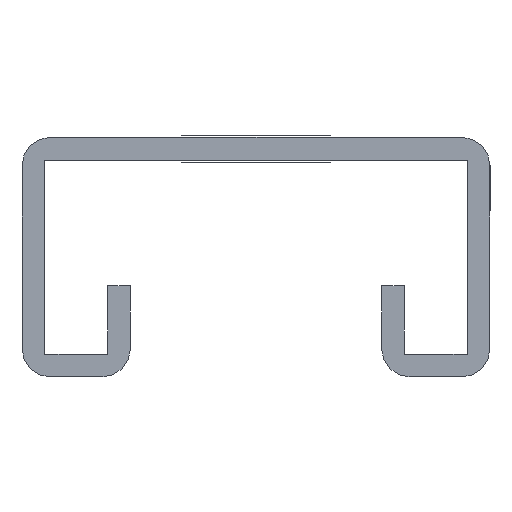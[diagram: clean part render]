
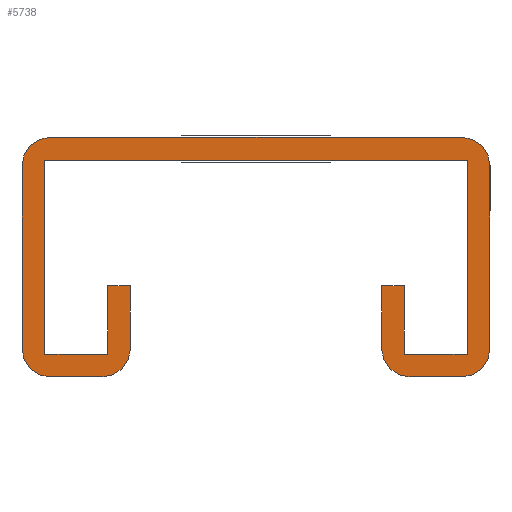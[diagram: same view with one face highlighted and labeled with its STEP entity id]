
A CAD part, left-side view. The second image highlights one B-rep face of the part: STEP entity #5738.
In plain terms, the highlighted planar face has unit normal (-1, 0, 0).
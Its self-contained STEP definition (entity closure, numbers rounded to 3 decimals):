
#388=CIRCLE('',#5891,2.5);
#389=CIRCLE('',#5892,2.5);
#390=CIRCLE('',#5893,2.5);
#391=CIRCLE('',#5894,2.5);
#392=CIRCLE('',#5895,2.5);
#393=CIRCLE('',#5896,2.5);
#642=FACE_OUTER_BOUND('',#786,.T.);
#786=EDGE_LOOP('',(#4550,#4551,#4552,#4553,#4554,#4555,#4556,#4557,#4558,
#4559,#4560,#4561,#4562,#4563,#4564,#4565,#4566,#4567,#4568,#4569,#4570,
#4571));
#925=LINE('',#7849,#1699);
#928=LINE('',#7855,#1702);
#929=LINE('',#7858,#1703);
#935=LINE('',#7870,#1709);
#938=LINE('',#7876,#1712);
#939=LINE('',#7878,#1713);
#942=LINE('',#7884,#1716);
#953=LINE('',#7918,#1727);
#954=LINE('',#7920,#1728);
#955=LINE('',#7924,#1729);
#956=LINE('',#7928,#1730);
#957=LINE('',#7932,#1731);
#958=LINE('',#7936,#1732);
#959=LINE('',#7940,#1733);
#960=LINE('',#7944,#1734);
#961=LINE('',#7945,#1735);
#1699=VECTOR('',#6279,1.);
#1702=VECTOR('',#6284,1.);
#1703=VECTOR('',#6287,1.);
#1709=VECTOR('',#6295,1.);
#1712=VECTOR('',#6300,1.);
#1713=VECTOR('',#6303,1.);
#1716=VECTOR('',#6308,1.);
#1727=VECTOR('',#6335,1.);
#1728=VECTOR('',#6336,1.);
#1729=VECTOR('',#6339,1.);
#1730=VECTOR('',#6342,1.);
#1731=VECTOR('',#6345,1.);
#1732=VECTOR('',#6348,1.);
#1733=VECTOR('',#6351,1.);
#1734=VECTOR('',#6354,1.);
#1735=VECTOR('',#6355,1.);
#2471=VERTEX_POINT('',#7843);
#2473=VERTEX_POINT('',#7847);
#2475=VERTEX_POINT('',#7853);
#2476=VERTEX_POINT('',#7857);
#2478=VERTEX_POINT('',#7863);
#2481=VERTEX_POINT('',#7868);
#2483=VERTEX_POINT('',#7874);
#2485=VERTEX_POINT('',#7882);
#2500=VERTEX_POINT('',#7917);
#2501=VERTEX_POINT('',#7919);
#2502=VERTEX_POINT('',#7921);
#2503=VERTEX_POINT('',#7923);
#2504=VERTEX_POINT('',#7925);
#2505=VERTEX_POINT('',#7927);
#2506=VERTEX_POINT('',#7929);
#2507=VERTEX_POINT('',#7931);
#2508=VERTEX_POINT('',#7933);
#2509=VERTEX_POINT('',#7935);
#2510=VERTEX_POINT('',#7937);
#2511=VERTEX_POINT('',#7939);
#2512=VERTEX_POINT('',#7941);
#2513=VERTEX_POINT('',#7943);
#3477=EDGE_CURVE('',#2473,#2471,#925,.T.);
#3480=EDGE_CURVE('',#2475,#2473,#928,.T.);
#3481=EDGE_CURVE('',#2471,#2476,#929,.T.);
#3487=EDGE_CURVE('',#2481,#2478,#935,.T.);
#3490=EDGE_CURVE('',#2483,#2481,#938,.T.);
#3491=EDGE_CURVE('',#2476,#2483,#939,.T.);
#3494=EDGE_CURVE('',#2485,#2475,#942,.T.);
#3511=EDGE_CURVE('',#2500,#2485,#953,.T.);
#3512=EDGE_CURVE('',#2501,#2500,#954,.T.);
#3513=EDGE_CURVE('',#2502,#2501,#388,.T.);
#3514=EDGE_CURVE('',#2503,#2502,#955,.T.);
#3515=EDGE_CURVE('',#2504,#2503,#389,.T.);
#3516=EDGE_CURVE('',#2505,#2504,#956,.T.);
#3517=EDGE_CURVE('',#2506,#2505,#390,.T.);
#3518=EDGE_CURVE('',#2507,#2506,#957,.T.);
#3519=EDGE_CURVE('',#2508,#2507,#391,.T.);
#3520=EDGE_CURVE('',#2509,#2508,#958,.T.);
#3521=EDGE_CURVE('',#2510,#2509,#392,.T.);
#3522=EDGE_CURVE('',#2511,#2510,#959,.T.);
#3523=EDGE_CURVE('',#2512,#2511,#393,.T.);
#3524=EDGE_CURVE('',#2513,#2512,#960,.T.);
#3525=EDGE_CURVE('',#2513,#2478,#961,.T.);
#4550=ORIENTED_EDGE('',*,*,#3511,.F.);
#4551=ORIENTED_EDGE('',*,*,#3512,.F.);
#4552=ORIENTED_EDGE('',*,*,#3513,.F.);
#4553=ORIENTED_EDGE('',*,*,#3514,.F.);
#4554=ORIENTED_EDGE('',*,*,#3515,.F.);
#4555=ORIENTED_EDGE('',*,*,#3516,.F.);
#4556=ORIENTED_EDGE('',*,*,#3517,.F.);
#4557=ORIENTED_EDGE('',*,*,#3518,.F.);
#4558=ORIENTED_EDGE('',*,*,#3519,.F.);
#4559=ORIENTED_EDGE('',*,*,#3520,.F.);
#4560=ORIENTED_EDGE('',*,*,#3521,.F.);
#4561=ORIENTED_EDGE('',*,*,#3522,.F.);
#4562=ORIENTED_EDGE('',*,*,#3523,.F.);
#4563=ORIENTED_EDGE('',*,*,#3524,.F.);
#4564=ORIENTED_EDGE('',*,*,#3525,.T.);
#4565=ORIENTED_EDGE('',*,*,#3487,.F.);
#4566=ORIENTED_EDGE('',*,*,#3490,.F.);
#4567=ORIENTED_EDGE('',*,*,#3491,.F.);
#4568=ORIENTED_EDGE('',*,*,#3481,.F.);
#4569=ORIENTED_EDGE('',*,*,#3477,.F.);
#4570=ORIENTED_EDGE('',*,*,#3480,.F.);
#4571=ORIENTED_EDGE('',*,*,#3494,.F.);
#5600=PLANE('',#5890);
#5738=ADVANCED_FACE('',(#642),#5600,.F.);
#5890=AXIS2_PLACEMENT_3D('',#7916,#6333,#6334);
#5891=AXIS2_PLACEMENT_3D('',#7922,#6337,#6338);
#5892=AXIS2_PLACEMENT_3D('',#7926,#6340,#6341);
#5893=AXIS2_PLACEMENT_3D('',#7930,#6343,#6344);
#5894=AXIS2_PLACEMENT_3D('',#7934,#6346,#6347);
#5895=AXIS2_PLACEMENT_3D('',#7938,#6349,#6350);
#5896=AXIS2_PLACEMENT_3D('',#7942,#6352,#6353);
#6279=DIRECTION('',(0.,0.,1.));
#6284=DIRECTION('',(0.,-1.,0.));
#6287=DIRECTION('',(0.,1.,0.));
#6295=DIRECTION('',(0.,0.,1.));
#6300=DIRECTION('',(0.,-1.,0.));
#6303=DIRECTION('',(0.,0.,-1.));
#6308=DIRECTION('',(0.,0.,-1.));
#6333=DIRECTION('center_axis',(1.,0.,0.));
#6334=DIRECTION('ref_axis',(0.,0.,-1.));
#6335=DIRECTION('',(0.,-1.,0.));
#6336=DIRECTION('',(0.,0.,1.));
#6337=DIRECTION('center_axis',(1.,0.,0.));
#6338=DIRECTION('ref_axis',(0.,0.707,-0.707));
#6339=DIRECTION('',(0.,1.,0.));
#6340=DIRECTION('center_axis',(1.,0.,0.));
#6341=DIRECTION('ref_axis',(0.,-0.707,-0.707));
#6342=DIRECTION('',(0.,0.,-1.));
#6343=DIRECTION('center_axis',(1.,0.,0.));
#6344=DIRECTION('ref_axis',(0.,-0.707,0.707));
#6345=DIRECTION('',(0.,-1.,0.));
#6346=DIRECTION('center_axis',(1.,0.,0.));
#6347=DIRECTION('ref_axis',(0.,0.707,0.707));
#6348=DIRECTION('',(0.,0.,1.));
#6349=DIRECTION('center_axis',(1.,0.,0.));
#6350=DIRECTION('ref_axis',(0.,0.707,-0.707));
#6351=DIRECTION('',(0.,1.,0.));
#6352=DIRECTION('center_axis',(1.,0.,0.));
#6353=DIRECTION('ref_axis',(0.,-0.707,-0.707));
#6354=DIRECTION('',(0.,0.,-1.));
#6355=DIRECTION('',(0.,1.,0.));
#7843=CARTESIAN_POINT('',(-4.578,-7.108,39.021));
#7847=CARTESIAN_POINT('',(-4.578,-7.108,22.021));
#7849=CARTESIAN_POINT('',(-4.578,-7.108,22.021));
#7853=CARTESIAN_POINT('',(-4.578,-1.608,22.021));
#7855=CARTESIAN_POINT('',(-4.578,-1.108,22.021));
#7857=CARTESIAN_POINT('',(-4.578,29.892,39.021));
#7858=CARTESIAN_POINT('',(-4.578,-7.608,39.021));
#7863=CARTESIAN_POINT('',(-4.578,24.392,28.021));
#7868=CARTESIAN_POINT('',(-4.578,24.392,22.021));
#7870=CARTESIAN_POINT('',(-4.578,24.392,22.021));
#7874=CARTESIAN_POINT('',(-4.578,29.892,22.021));
#7876=CARTESIAN_POINT('',(-4.578,30.392,22.021));
#7878=CARTESIAN_POINT('',(-4.578,29.892,39.521));
#7882=CARTESIAN_POINT('',(-4.578,-1.608,28.021));
#7884=CARTESIAN_POINT('',(-4.578,-1.608,28.021));
#7916=CARTESIAN_POINT('Origin',(-4.578,11.392,41.981));
#7917=CARTESIAN_POINT('',(-4.578,0.392,28.021));
#7918=CARTESIAN_POINT('',(-4.578,-1.108,28.021));
#7919=CARTESIAN_POINT('',(-4.578,0.392,22.521));
#7920=CARTESIAN_POINT('',(-4.578,0.392,20.021));
#7921=CARTESIAN_POINT('',(-4.578,-2.108,20.021));
#7922=CARTESIAN_POINT('Origin',(-4.578,-2.108,22.521));
#7923=CARTESIAN_POINT('',(-4.578,-6.608,20.021));
#7924=CARTESIAN_POINT('',(-4.578,-9.108,20.021));
#7925=CARTESIAN_POINT('',(-4.578,-9.108,22.521));
#7926=CARTESIAN_POINT('Origin',(-4.578,-6.608,22.521));
#7927=CARTESIAN_POINT('',(-4.578,-9.108,38.521));
#7928=CARTESIAN_POINT('',(-4.578,-9.108,61.021));
#7929=CARTESIAN_POINT('',(-4.578,-6.608,41.021));
#7930=CARTESIAN_POINT('Origin',(-4.578,-6.608,38.521));
#7931=CARTESIAN_POINT('',(-4.578,29.392,41.021));
#7932=CARTESIAN_POINT('',(-4.578,31.892,41.021));
#7933=CARTESIAN_POINT('',(-4.578,31.892,38.521));
#7934=CARTESIAN_POINT('Origin',(-4.578,29.392,38.521));
#7935=CARTESIAN_POINT('',(-4.578,31.892,22.521));
#7936=CARTESIAN_POINT('',(-4.578,31.892,0.021));
#7937=CARTESIAN_POINT('',(-4.578,29.392,20.021));
#7938=CARTESIAN_POINT('Origin',(-4.578,29.392,22.521));
#7939=CARTESIAN_POINT('',(-4.578,24.892,20.021));
#7940=CARTESIAN_POINT('',(-4.578,22.392,20.021));
#7941=CARTESIAN_POINT('',(-4.578,22.392,22.521));
#7942=CARTESIAN_POINT('Origin',(-4.578,24.892,22.521));
#7943=CARTESIAN_POINT('',(-4.578,22.392,28.021));
#7944=CARTESIAN_POINT('',(-4.578,22.392,28.021));
#7945=CARTESIAN_POINT('',(-4.578,23.892,28.021));
